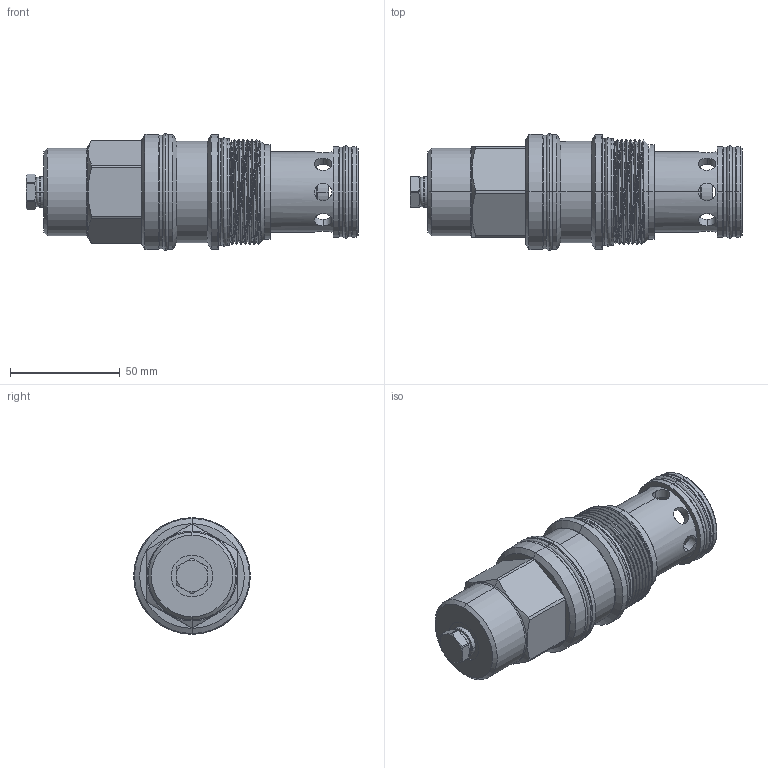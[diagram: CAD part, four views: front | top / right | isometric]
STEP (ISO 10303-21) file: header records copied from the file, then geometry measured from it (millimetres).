
FILE_DESCRIPTION (( 'STEP AP203' ), '1' );
FILE_NAME ('LN19A3S-N.STEP', '2020-03-23T01:06:15', ( '' ), ( '' ), 'SwSTEP 2.0', 'SolidWorks 2018', '' );
FILE_SCHEMA (( 'CONFIG_CONTROL_DESIGN' ));
Length unit declared in the file: millimetre
Products named in the file (1): LN19A3S-N
Bounding box: 151.14 x 53.11 x 53.11 mm (x, y, z)
Volume: 202744.1 mm3; surface area: 40867 mm2
Topology: 6 solids, 9 shells, 286 faces, 656 edges, 401 vertices
Faces by surface type: cylinder 125, cone 76, plane 51, torus 29, bspline 3, sphere 2
Entity records: 11029 total; most frequent: CARTESIAN_POINT 4460, DIRECTION 1423, ORIENTED_EDGE 1312, EDGE_CURVE 656, AXIS2_PLACEMENT_3D 606, VERTEX_POINT 401, EDGE_LOOP 333, CIRCLE 322
